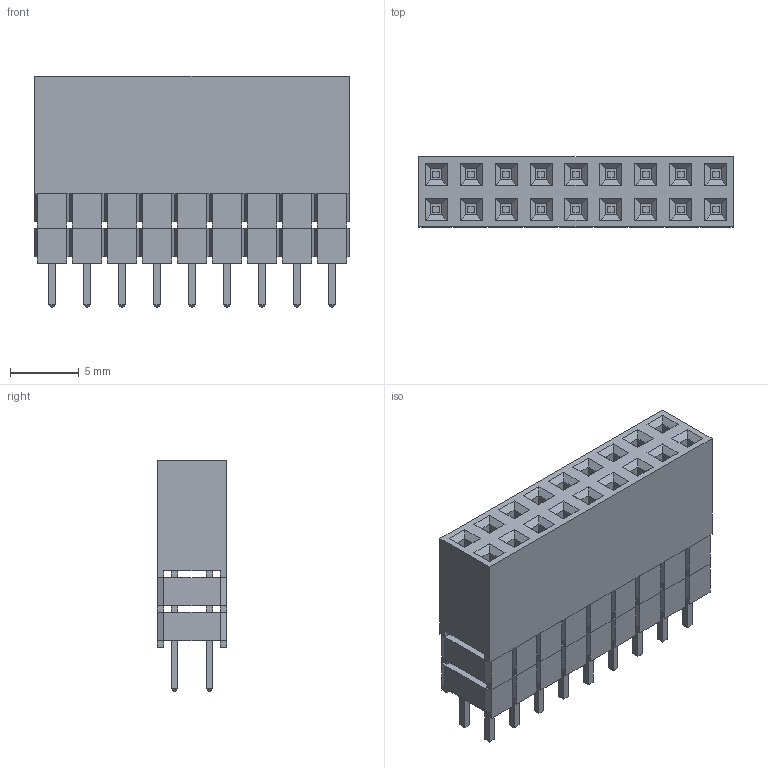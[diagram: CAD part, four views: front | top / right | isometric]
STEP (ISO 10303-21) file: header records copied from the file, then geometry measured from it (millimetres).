
FILE_DESCRIPTION(('FreeCAD Model'),'2;1');
FILE_NAME('Socket_Strip_Straight_L13.6_P2.5_02x09.step','2019-08-27T03:03:29',('Author'),(''), 'Open CASCADE STEP processor 6.8','FreeCAD','Unknown');
FILE_SCHEMA(('AUTOMOTIVE_DESIGN { 1 0 10303 214 1 1 1 1 }'));
Length unit declared in the file: millimetre
Products named in the file (1): Socket_Strip_Straight_L13.6_P2.5_02x09
Bounding box: 22.86 x 5.08 x 16.78 mm (x, y, z)
Volume: 1365.8 mm3; surface area: 1978.7 mm2
Topology: 1 solids, 1 shells, 824 faces, 2028 edges, 1208 vertices
Faces by surface type: plane 824
Entity records: 29246 total; most frequent: CARTESIAN_POINT 4061, ORIENTED_EDGE 4056, DIRECTION 3678, EDGE_CURVE 2028, LINE 2028, VECTOR 2028, VERTEX_POINT 1208, FACE_BOUND 950
